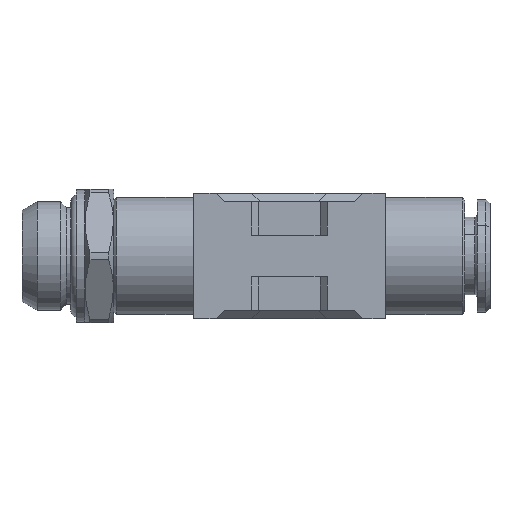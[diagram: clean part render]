
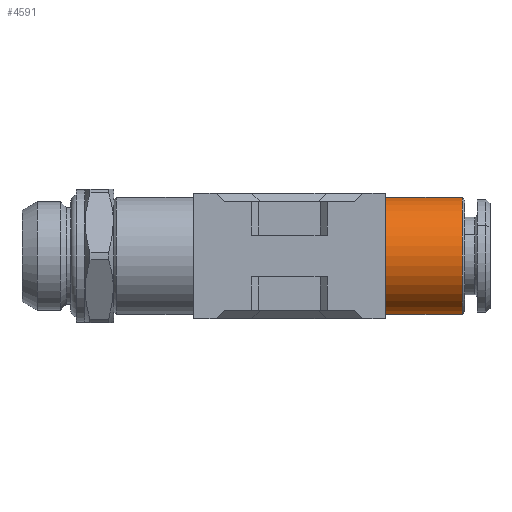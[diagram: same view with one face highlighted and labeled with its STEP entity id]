
A CAD part, front view. The second image highlights one B-rep face of the part: STEP entity #4591.
In plain terms, the highlighted cylindrical face has radius 7 mm (diameter 14 mm), a partial arc.
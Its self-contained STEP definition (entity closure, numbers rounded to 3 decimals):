
#457 = VECTOR ( 'NONE', #1334, 1000. ) ;
#718 = CARTESIAN_POINT ( 'NONE',  ( 11.5, 7.775, -7. ) ) ;
#752 = CARTESIAN_POINT ( 'NONE',  ( 20.7, 7.775, -7. ) ) ;
#769 = CARTESIAN_POINT ( 'NONE',  ( 20.7, 7.775, 7. ) ) ;
#834 = CARTESIAN_POINT ( 'NONE',  ( 11.5, 7.775, 7. ) ) ;
#953 = ORIENTED_EDGE ( 'NONE', *, *, #4705, .F. ) ;
#964 = ORIENTED_EDGE ( 'NONE', *, *, #4612, .T. ) ;
#986 = ORIENTED_EDGE ( 'NONE', *, *, #4635, .T. ) ;
#991 = ORIENTED_EDGE ( 'NONE', *, *, #4613, .T. ) ;
#1333 = CARTESIAN_POINT ( 'NONE',  ( -16.695, 7.775, -7. ) ) ;
#1334 = DIRECTION ( 'NONE',  ( -1., 0., 0. ) ) ;
#3302 = EDGE_LOOP ( 'NONE', ( #953, #964, #986, #991 ) ) ;
#3408 = VECTOR ( 'NONE', #8118, 1000. ) ;
#3540 = AXIS2_PLACEMENT_3D ( 'NONE', #7991, #7992, #7993 ) ;
#3561 = AXIS2_PLACEMENT_3D ( 'NONE', #8056, #8057, #8058 ) ;
#3563 = AXIS2_PLACEMENT_3D ( 'NONE', #8059, #8060, #8061 ) ;
#3564 = CIRCLE ( 'NONE', #3563, 7. ) ;
#3565 = CIRCLE ( 'NONE', #3561, 7. ) ;
#4591 = ADVANCED_FACE ( 'NONE', ( #7802 ), #7814, .T. ) ;
#4612 = EDGE_CURVE ( 'NONE', #6317, #6334, #3565, .T. ) ;
#4613 = EDGE_CURVE ( 'NONE', #6399, #6283, #3564, .T. ) ;
#4635 = EDGE_CURVE ( 'NONE', #6334, #6399, #7855, .T. ) ;
#4705 = EDGE_CURVE ( 'NONE', #6317, #6283, #7880, .T. ) ;
#6283 = VERTEX_POINT ( 'NONE', #718 ) ;
#6317 = VERTEX_POINT ( 'NONE', #752 ) ;
#6334 = VERTEX_POINT ( 'NONE', #769 ) ;
#6399 = VERTEX_POINT ( 'NONE', #834 ) ;
#7802 = FACE_OUTER_BOUND ( 'NONE', #3302, .T. ) ;
#7814 = CYLINDRICAL_SURFACE ( 'NONE', #3540, 7. ) ;
#7855 = LINE ( 'NONE', #8117, #3408 ) ;
#7880 = LINE ( 'NONE', #1333, #457 ) ;
#7991 = CARTESIAN_POINT ( 'NONE',  ( -16.695, 7.775, 0. ) ) ;
#7992 = DIRECTION ( 'NONE',  ( -1., 0., 0. ) ) ;
#7993 = DIRECTION ( 'NONE',  ( 0., 0., 1. ) ) ;
#8056 = CARTESIAN_POINT ( 'NONE',  ( 20.7, 7.775, 0. ) ) ;
#8057 = DIRECTION ( 'NONE',  ( -1., 0., 0. ) ) ;
#8058 = DIRECTION ( 'NONE',  ( 0., 0., 1. ) ) ;
#8059 = CARTESIAN_POINT ( 'NONE',  ( 11.5, 7.775, 0. ) ) ;
#8060 = DIRECTION ( 'NONE',  ( 1., 0., 0. ) ) ;
#8061 = DIRECTION ( 'NONE',  ( 0., 0., 1. ) ) ;
#8117 = CARTESIAN_POINT ( 'NONE',  ( -16.695, 7.775, 7. ) ) ;
#8118 = DIRECTION ( 'NONE',  ( -1., 0., 0. ) ) ;
